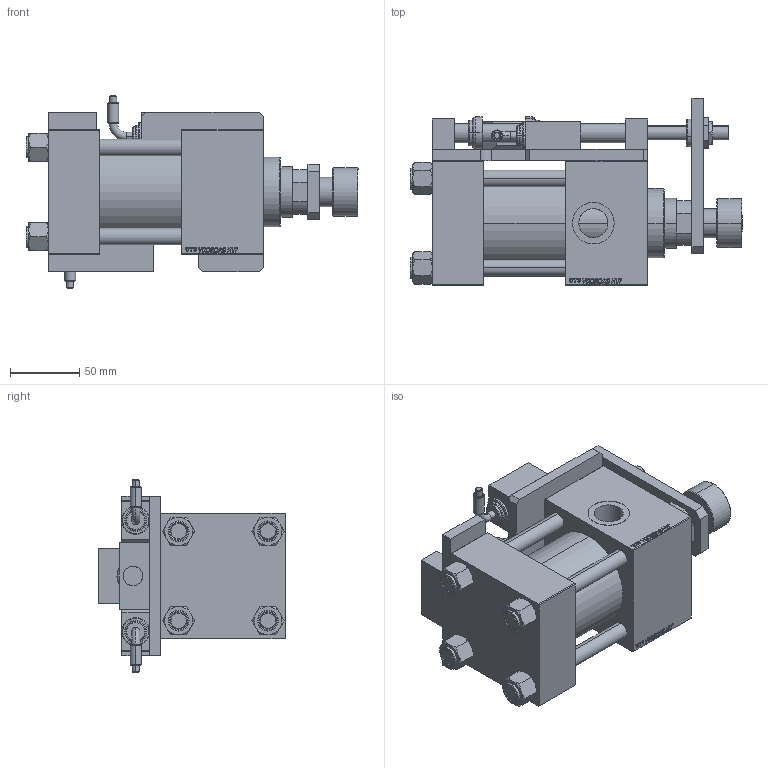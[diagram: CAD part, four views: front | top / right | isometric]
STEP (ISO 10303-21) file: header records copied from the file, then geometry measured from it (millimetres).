
FILE_DESCRIPTION (( 'STEP AP203' ), '1' );
FILE_NAME ('5964.STEP', '2024-01-08T13:29:45', ( '' ), ( '' ), 'SwSTEP 2.0', 'SolidWorks 2019', '' );
FILE_SCHEMA (( 'CONFIG_CONTROL_DESIGN' ));
Length unit declared in the file: millimetre
Products named in the file (17): V215CD_SWITCH_Q_SWITCH 414eb46bfbce3d8e76cc4651e1510150; NUT_M5_V215CD_C 414eb46bfbce3d8e76cc4651e1510150; 5964; V215CD_VC_C 414eb46bfbce3d8e76cc4651e1510150; V215CD_C_TYCINKA 414eb46bfbce3d8e76cc4651e1510150; V215CD_SWITCH_Q_TYC 414eb46bfbce3d8e76cc4651e1510150; V215CD_SWITCH_Q_MAGNET 414eb46bfbce3d8e76cc4651e1510150; V215CD_SWITCH_Q_PODLOZKA_FRONT 414eb46bfbce3d8e76cc4651e1510150; V215CD_VCP_C 414eb46bfbce3d8e76cc4651e1510150; V215CR_ROD_END_F 414eb46bfbce3d8e76cc4651e1510150; V215CD_SWITCH_Q_PODLOZKA_BACK 414eb46bfbce3d8e76cc4651e1510150; V215CD_SWITCH_Q_NUT10 414eb46bfbce3d8e76cc4651e1510150; V215CD_SWITCH_Q_ZARAZKA 414eb46bfbce3d8e76cc4651e1510150; V215CD_Body_C 414eb46bfbce3d8e76cc4651e1510150; V215CD_SWITCH_Q_BLOK 414eb46bfbce3d8e76cc4651e1510150; V215CD_SWITCH_Q_NUT 414eb46bfbce3d8e76cc4651e1510150; V215CD_SWITCH_Q_DIMA 414eb46bfbce3d8e76cc4651e1510150
Assembly tree (25 placements, depth 2):
  5964
    V215CD_Body_C 414eb46bfbce3d8e76cc4651e1510150
    V215CD_VC_C 414eb46bfbce3d8e76cc4651e1510150
    V215CD_VCP_C 414eb46bfbce3d8e76cc4651e1510150
    V215CD_C_TYCINKA 414eb46bfbce3d8e76cc4651e1510150  x4
    NUT_M5_V215CD_C 414eb46bfbce3d8e76cc4651e1510150  x4
    V215CR_ROD_END_F 414eb46bfbce3d8e76cc4651e1510150
    V215CD_SWITCH_Q_PODLOZKA_BACK 414eb46bfbce3d8e76cc4651e1510150
    V215CD_SWITCH_Q_PODLOZKA_FRONT 414eb46bfbce3d8e76cc4651e1510150
    V215CD_SWITCH_Q_DIMA 414eb46bfbce3d8e76cc4651e1510150
    V215CD_SWITCH_Q_BLOK 414eb46bfbce3d8e76cc4651e1510150  x2
    V215CD_SWITCH_Q_TYC 414eb46bfbce3d8e76cc4651e1510150
    V215CD_SWITCH_Q_NUT 414eb46bfbce3d8e76cc4651e1510150
    V215CD_SWITCH_Q_NUT10 414eb46bfbce3d8e76cc4651e1510150
    V215CD_SWITCH_Q_ZARAZKA 414eb46bfbce3d8e76cc4651e1510150
    V215CD_SWITCH_Q_SWITCH 414eb46bfbce3d8e76cc4651e1510150  x2
    V215CD_SWITCH_Q_MAGNET 414eb46bfbce3d8e76cc4651e1510150  x2
Bounding box: 239 x 135 x 139.01 mm (x, y, z)
Volume: 1256466.2 mm3; surface area: 275654 mm2
Topology: 25 solids, 25 shells, 1419 faces, 3478 edges, 2246 vertices
Faces by surface type: plane 655, bspline 396, cylinder 167, cone 161, torus 40
Entity records: 57877 total; most frequent: CARTESIAN_POINT 29246, ORIENTED_EDGE 6064, DIRECTION 4253, EDGE_CURVE 3032, VERTEX_POINT 1981, VECTOR 1815, LINE 1815, EDGE_LOOP 1371
